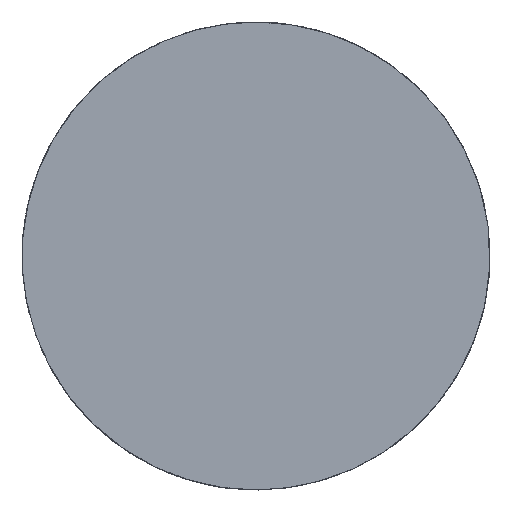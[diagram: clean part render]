
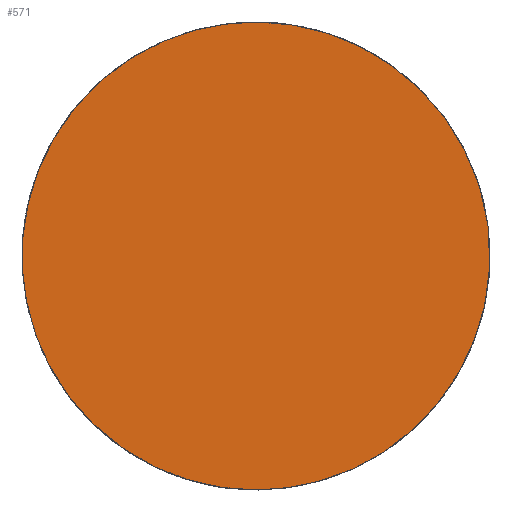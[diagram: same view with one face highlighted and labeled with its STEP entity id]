
A CAD part, top view. The second image highlights one B-rep face of the part: STEP entity #571.
In plain terms, the highlighted planar face has unit normal (0, 0, 1).
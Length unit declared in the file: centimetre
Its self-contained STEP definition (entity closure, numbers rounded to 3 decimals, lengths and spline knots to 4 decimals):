
#16=PLANE('',#2357);
#571=ADVANCED_FACE('',(#691),#16,.T.);
#691=FACE_OUTER_BOUND('',#811,.T.);
#811=EDGE_LOOP('',(#1252));
#1252=ORIENTED_EDGE('',*,*,#1619,.T.);
#1619=EDGE_CURVE('',#2180,#2180,#1939,.T.);
#1939=(
BOUNDED_CURVE()
B_SPLINE_CURVE(2,(#32013,#32014,#32015,#32016,#32017,#32018,#32019,#32020,
#32021),.UNSPECIFIED.,.T.,.F.)
B_SPLINE_CURVE_WITH_KNOTS((3,2,2,2,3),(0.,155.,310.,465.,620.),
 .UNSPECIFIED.)
CURVE()
GEOMETRIC_REPRESENTATION_ITEM()
RATIONAL_B_SPLINE_CURVE((1.,0.707,1.,0.707,1.,0.707,
1.,0.707,1.))
REPRESENTATION_ITEM('')
);
#2180=VERTEX_POINT('',#32012);
#2357=AXIS2_PLACEMENT_3D('',#32011,#2406,$);
#2406=DIRECTION('',(0.,0.,1.));
#32011=CARTESIAN_POINT('',(-153.4866,-104.487,72.7545));
#32012=CARTESIAN_POINT('',(27.8206,10.2423,72.7545));
#32013=CARTESIAN_POINT('',(27.8206,10.2423,72.7545));
#32014=CARTESIAN_POINT('',(17.5783,87.0625,72.7545));
#32015=CARTESIAN_POINT('',(-59.2419,76.8202,72.7545));
#32016=CARTESIAN_POINT('',(-136.0621,66.5779,72.7545));
#32017=CARTESIAN_POINT('',(-125.8198,-10.2423,72.7545));
#32018=CARTESIAN_POINT('',(-115.5775,-87.0625,72.7545));
#32019=CARTESIAN_POINT('',(-38.7573,-76.8202,72.7545));
#32020=CARTESIAN_POINT('',(38.0629,-66.5779,72.7545));
#32021=CARTESIAN_POINT('',(27.8206,10.2423,72.7545));
